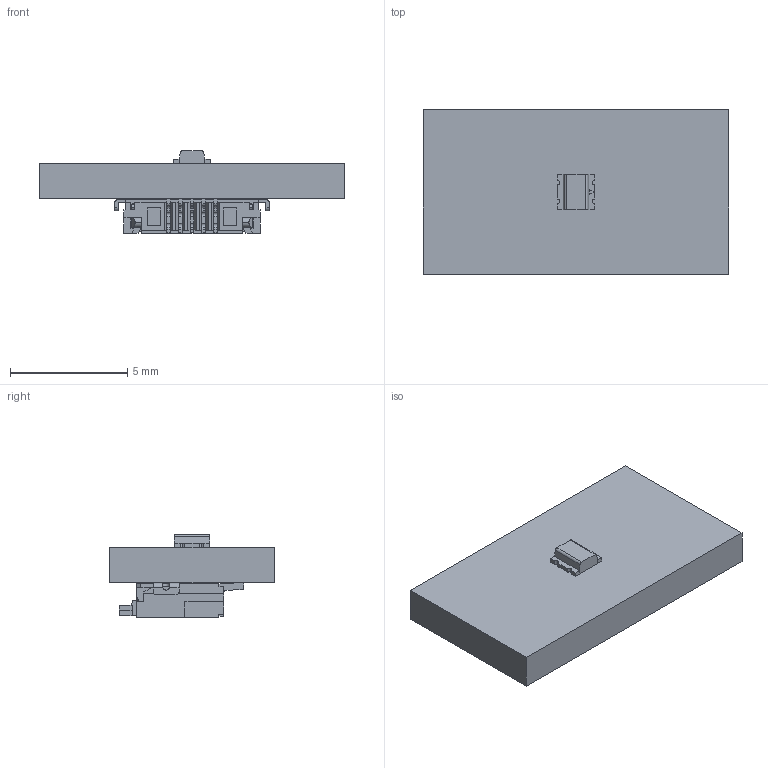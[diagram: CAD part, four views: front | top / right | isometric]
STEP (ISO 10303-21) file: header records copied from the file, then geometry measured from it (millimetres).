
FILE_DESCRIPTION(('STEP AP214'),'1');
FILE_NAME('PCB-SB0101-LED Rev_BoardAndModels.step','2025-06-10T14:08:13',(' '),(' '),'Spatial InterOp 3D','XD3DPlugin XRACreate',' ');
FILE_SCHEMA(('automotive_design'));
Length unit declared in the file: millimetre
Products named in the file (9): DesignRootModel; uid__9223372036924661655; Submodel-CF50051D0R0-05-NH.STEP; CF50051D0R0-05-NH.STEP; Submodel-CF5005FD0R0-05-NH_part_CF5005FD0R0-05-NH; Submodel-LTST-C195TBJRKT.STEP; LTST-C195TBJRKT.STEP; Submodel-QBLP600-RGB-2897_part_QBLP600-RGB-2897; PCB-SB0101-LED Rev_BoardAndModels
Assembly tree (8 placements, depth 5):
  PCB-SB0101-LED Rev_BoardAndModels
    DesignRootModel
      uid__9223372036924661655
      Submodel-CF5005FD0R0-05-NH_part_CF5005FD0R0-05-NH
        Submodel-CF50051D0R0-05-NH.STEP
          CF50051D0R0-05-NH.STEP
      Submodel-QBLP600-RGB-2897_part_QBLP600-RGB-2897
        Submodel-LTST-C195TBJRKT.STEP
          LTST-C195TBJRKT.STEP
Bounding box: 13 x 7 x 3.52 mm (x, y, z)
Volume: 161.1 mm3; surface area: 432.1 mm2
Topology: 6 solids, 6 shells, 761 faces, 2343 edges, 1534 vertices
Faces by surface type: plane 555, cylinder 198, bspline 8
Entity records: 32740 total; most frequent: CARTESIAN_POINT 5060, ORIENTED_EDGE 4686, DIRECTION 4271, EDGE_CURVE 2343, LINE 1933, VECTOR 1933, VERTEX_POINT 1534, AXIS2_PLACEMENT_3D 1169
